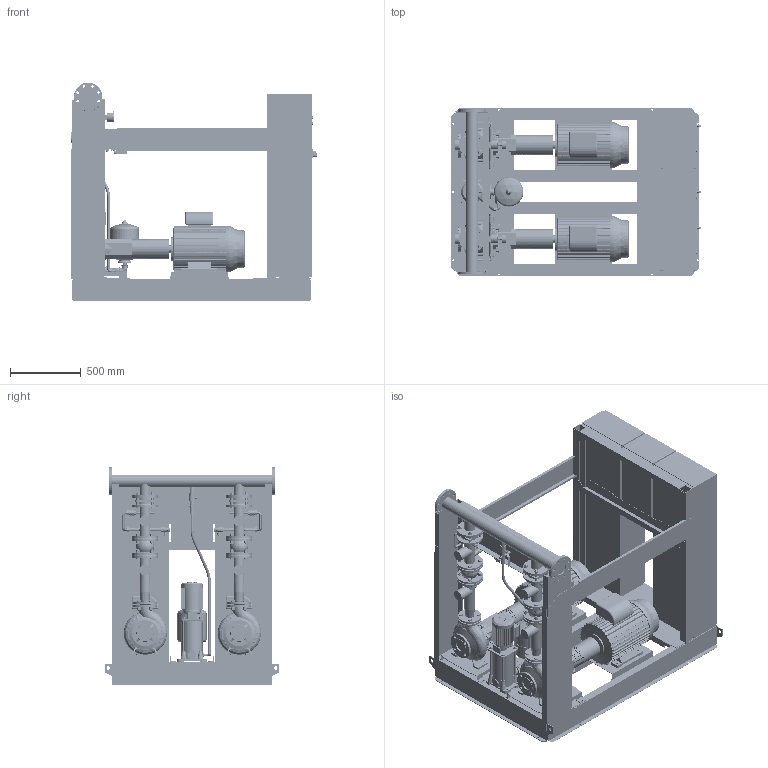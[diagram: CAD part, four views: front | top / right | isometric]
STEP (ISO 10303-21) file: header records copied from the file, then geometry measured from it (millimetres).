
FILE_DESCRIPTION((''),'2;1');
FILE_NAME('3d_Sifire-EN-50_200-208-18.5_18.5_1.1EEJ-4183951.stp','2015-05-25T14:40:59',(''),(''),'Mechanical Desktop 2009','Mechanical Desktop 2009',', , ');
FILE_SCHEMA(('CONFIG_CONTROL_DESIGN'));
Length unit declared in the file: millimetre
Products named in the file (1): Product
Bounding box: 1754.5 x 1230 x 1540 mm (x, y, z)
Volume: 490343077.6 mm3; surface area: 32180312.9 mm2
Topology: 223 solids, 223 shells, 5794 faces, 14005 edges, 8907 vertices
Faces by surface type: plane 2136, bspline 1842, cylinder 1154, cone 484, torus 140, sphere 38
Entity records: 188770 total; most frequent: CARTESIAN_POINT 61103, ORIENTED_EDGE 27946, DIRECTION 24051, EDGE_CURVE 13973, VERTEX_POINT 8905, AXIS2_PLACEMENT_3D 8164, VECTOR 7723, LINE 7723
